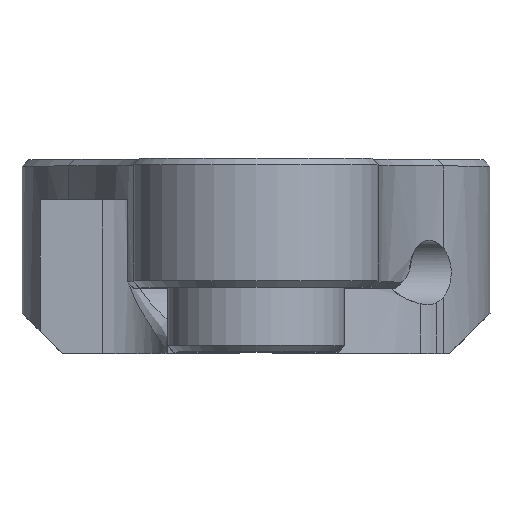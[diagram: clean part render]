
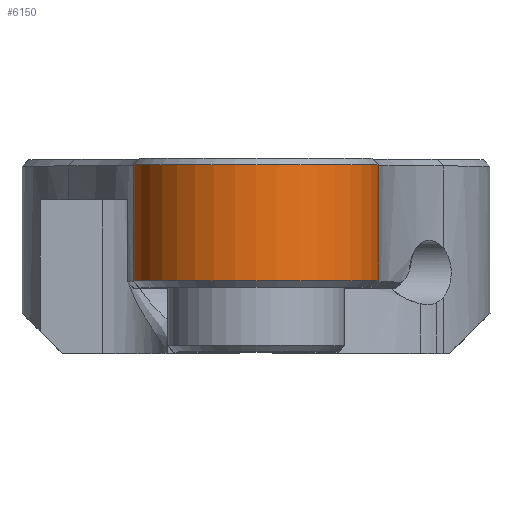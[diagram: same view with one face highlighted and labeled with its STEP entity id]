
A CAD part, top view. The second image highlights one B-rep face of the part: STEP entity #6150.
In plain terms, the highlighted cylindrical face has radius 3.8 mm (diameter 7.6 mm), a partial arc.
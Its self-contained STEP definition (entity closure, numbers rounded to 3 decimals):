
#78=CYLINDRICAL_SURFACE('',#6954,3.8);
#461=FACE_OUTER_BOUND('',#817,.T.);
#817=EDGE_LOOP('',(#4791,#4792,#4793,#4794));
#1173=LINE('',#10904,#1544);
#1174=LINE('',#10907,#1545);
#1544=VECTOR('',#8593,1000.);
#1545=VECTOR('',#8596,1000.);
#2174=CIRCLE('',#6944,3.8);
#2180=CIRCLE('',#6955,3.8);
#2717=VERTEX_POINT('',#10871);
#2718=VERTEX_POINT('',#10873);
#2729=VERTEX_POINT('',#10903);
#2730=VERTEX_POINT('',#10905);
#3492=EDGE_CURVE('',#2718,#2717,#2174,.T.);
#3506=EDGE_CURVE('',#2717,#2729,#1173,.T.);
#3507=EDGE_CURVE('',#2729,#2730,#2180,.T.);
#3508=EDGE_CURVE('',#2718,#2730,#1174,.T.);
#4791=ORIENTED_EDGE('',*,*,#3492,.T.);
#4792=ORIENTED_EDGE('',*,*,#3506,.T.);
#4793=ORIENTED_EDGE('',*,*,#3507,.T.);
#4794=ORIENTED_EDGE('',*,*,#3508,.F.);
#6150=ADVANCED_FACE('',(#461),#78,.T.);
#6944=AXIS2_PLACEMENT_3D('',#10874,#8563,#8564);
#6954=AXIS2_PLACEMENT_3D('',#10902,#8591,#8592);
#6955=AXIS2_PLACEMENT_3D('',#10906,#8594,#8595);
#8563=DIRECTION('center_axis',(0.,1.,0.));
#8564=DIRECTION('ref_axis',(0.,0.,-1.));
#8591=DIRECTION('center_axis',(0.,1.,0.));
#8592=DIRECTION('ref_axis',(0.,0.,1.));
#8593=DIRECTION('',(0.,1.,0.));
#8594=DIRECTION('center_axis',(0.,-1.,0.));
#8595=DIRECTION('ref_axis',(0.,0.,1.));
#8596=DIRECTION('',(0.,1.,0.));
#10871=CARTESIAN_POINT('',(3.8,-3.8,24.5));
#10873=CARTESIAN_POINT('',(-3.8,-3.8,24.5));
#10874=CARTESIAN_POINT('Origin',(0.,-3.8,24.5));
#10902=CARTESIAN_POINT('Origin',(0.,-6.,24.5));
#10903=CARTESIAN_POINT('',(3.8,-0.2,24.5));
#10904=CARTESIAN_POINT('',(3.8,-6.,24.5));
#10905=CARTESIAN_POINT('',(-3.8,-0.2,24.5));
#10906=CARTESIAN_POINT('Origin',(0.,-0.2,
24.5));
#10907=CARTESIAN_POINT('',(-3.8,-6.,24.5));
